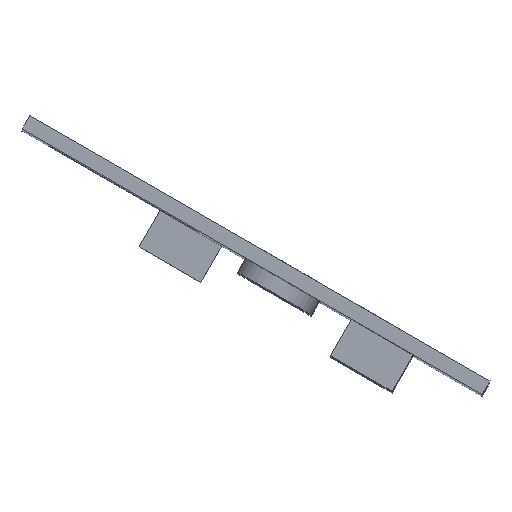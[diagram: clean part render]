
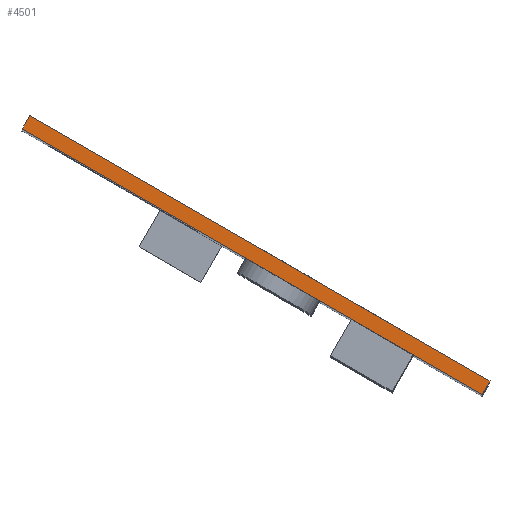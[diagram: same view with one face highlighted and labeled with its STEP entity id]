
A CAD part, top view. The second image highlights one B-rep face of the part: STEP entity #4501.
In plain terms, the highlighted planar face has unit normal (0, 0, 1).
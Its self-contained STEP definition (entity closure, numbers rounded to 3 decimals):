
#405=FACE_OUTER_BOUND('',#688,.T.);
#688=EDGE_LOOP('',(#3976,#3977,#3978,#3979));
#750=LINE('',#6063,#1303);
#1260=LINE('',#7221,#1813);
#1261=LINE('',#7223,#1814);
#1262=LINE('',#7224,#1815);
#1303=VECTOR('',#4893,10.);
#1813=VECTOR('',#5971,10.);
#1814=VECTOR('',#5972,10.);
#1815=VECTOR('',#5973,10.);
#1845=VERTEX_POINT('',#6059);
#1847=VERTEX_POINT('',#6062);
#2211=VERTEX_POINT('',#7220);
#2212=VERTEX_POINT('',#7222);
#2250=EDGE_CURVE('',#1847,#1845,#750,.T.);
#2820=EDGE_CURVE('',#1845,#2211,#1260,.T.);
#2821=EDGE_CURVE('',#2212,#2211,#1261,.T.);
#2822=EDGE_CURVE('',#1847,#2212,#1262,.T.);
#3976=ORIENTED_EDGE('',*,*,#2250,.T.);
#3977=ORIENTED_EDGE('',*,*,#2820,.T.);
#3978=ORIENTED_EDGE('',*,*,#2821,.F.);
#3979=ORIENTED_EDGE('',*,*,#2822,.F.);
#4260=PLANE('',#4825);
#4501=ADVANCED_FACE('',(#405),#4260,.T.);
#4825=AXIS2_PLACEMENT_3D('',#7219,#5969,#5970);
#4893=DIRECTION('',(0.866,-0.5,0.));
#5969=DIRECTION('center_axis',(0.,0.,
1.));
#5970=DIRECTION('ref_axis',(0.866,-0.5,0.));
#5971=DIRECTION('',(0.5,0.866,0.));
#5972=DIRECTION('',(0.866,-0.5,0.));
#5973=DIRECTION('',(0.5,0.866,0.));
#6059=CARTESIAN_POINT('',(24.13,-1.605,99.1));
#6062=CARTESIAN_POINT('',(-62.472,48.395,99.1));
#6063=CARTESIAN_POINT('',(-62.472,48.395,99.1));
#7219=CARTESIAN_POINT('Origin',(-62.472,48.395,99.1));
#7220=CARTESIAN_POINT('',(25.63,0.993,99.1));
#7221=CARTESIAN_POINT('',(24.13,-1.605,99.1));
#7222=CARTESIAN_POINT('',(-60.972,50.993,99.1));
#7223=CARTESIAN_POINT('',(-60.972,50.993,99.1));
#7224=CARTESIAN_POINT('',(-62.472,48.395,99.1));
